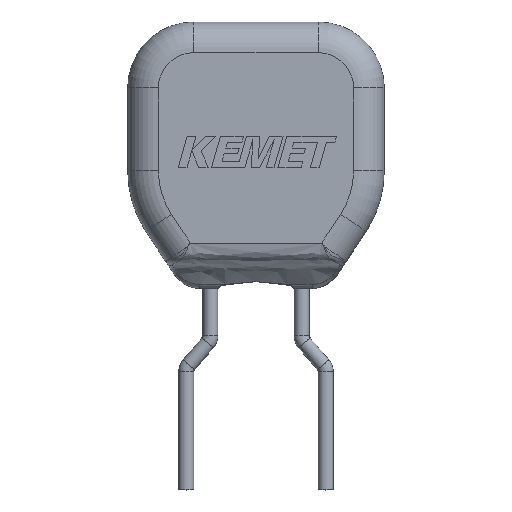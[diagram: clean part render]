
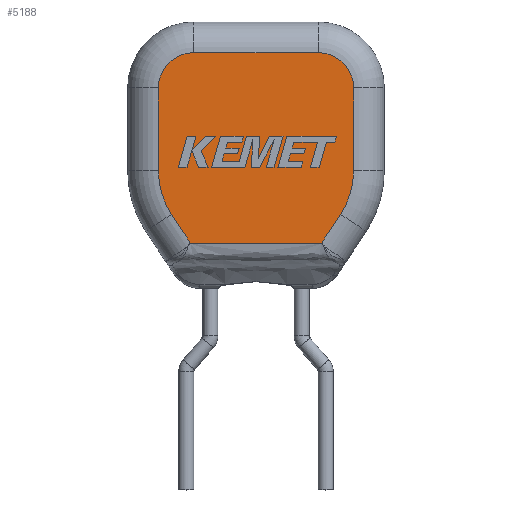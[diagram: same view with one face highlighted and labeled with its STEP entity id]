
A CAD part, top view. The second image highlights one B-rep face of the part: STEP entity #5188.
In plain terms, the highlighted planar face has unit normal (0, 0, 1).
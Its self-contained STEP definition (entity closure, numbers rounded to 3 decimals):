
#53 = FACE_OUTER_BOUND ( 'NONE', #1515, .T. ) ;
#100 = CARTESIAN_POINT ( 'NONE',  ( -0.84, 8.963, 6.35 ) ) ;
#126 = DIRECTION ( 'NONE',  ( 0., 0., 1. ) ) ;
#168 = LINE ( 'NONE', #3445, #5730 ) ;
#269 = ORIENTED_EDGE ( 'NONE', *, *, #1184, .T. ) ;
#325 = CIRCLE ( 'NONE', #1294, 1.6 ) ;
#522 = EDGE_CURVE ( 'NONE', #2438, #3628, #2716, .T. ) ;
#565 = ORIENTED_EDGE ( 'NONE', *, *, #3134, .T. ) ;
#783 = DIRECTION ( 'NONE',  ( -1., 0., 0. ) ) ;
#942 = DIRECTION ( 'NONE',  ( 1., 0., 0. ) ) ;
#945 = VERTEX_POINT ( 'NONE', #1822 ) ;
#1184 = EDGE_CURVE ( 'NONE', #5431, #2282, #4173, .T. ) ;
#1294 = AXIS2_PLACEMENT_3D ( 'NONE', #5691, #3009, #2981 ) ;
#1302 = VECTOR ( 'NONE', #5101, 1000. ) ;
#1305 = LINE ( 'NONE', #2760, #6214 ) ;
#1355 = DIRECTION ( 'NONE',  ( 0., 1., 0. ) ) ;
#1356 = DIRECTION ( 'NONE',  ( 0., 0., -1. ) ) ;
#1419 = EDGE_CURVE ( 'NONE', #1727, #5470, #325, .T. ) ;
#1460 = EDGE_CURVE ( 'NONE', #3201, #945, #3510, .T. ) ;
#1515 = EDGE_LOOP ( 'NONE', ( #3260, #269, #5325, #3332, #2612, #3378, #565, #5526, #2350, #5571 ) ) ;
#1579 = VERTEX_POINT ( 'NONE', #4725 ) ;
#1727 = VERTEX_POINT ( 'NONE', #4146 ) ;
#1763 = EDGE_CURVE ( 'NONE', #2282, #1579, #2910, .T. ) ;
#1822 = CARTESIAN_POINT ( 'NONE',  ( 4.44, 12.74, 6.35 ) ) ;
#2090 = EDGE_CURVE ( 'NONE', #5470, #2438, #3749, .T. ) ;
#2097 = EDGE_CURVE ( 'NONE', #945, #4116, #4278, .T. ) ;
#2261 = EDGE_CURVE ( 'NONE', #1579, #3201, #3406, .T. ) ;
#2282 = VERTEX_POINT ( 'NONE', #6038 ) ;
#2350 = ORIENTED_EDGE ( 'NONE', *, *, #2090, .T. ) ;
#2438 = VERTEX_POINT ( 'NONE', #2888 ) ;
#2612 = ORIENTED_EDGE ( 'NONE', *, *, #1460, .T. ) ;
#2682 = CARTESIAN_POINT ( 'NONE',  ( 0.84, 8.963, 6.35 ) ) ;
#2716 = CIRCLE ( 'NONE', #6714, 3.6 ) ;
#2760 = CARTESIAN_POINT ( 'NONE',  ( 0.522, 0.343, 6.35 ) ) ;
#2888 = CARTESIAN_POINT ( 'NONE',  ( -4.44, 8.963, 6.35 ) ) ;
#2910 = LINE ( 'NONE', #3591, #6988 ) ;
#2957 = CARTESIAN_POINT ( 'NONE',  ( 4.44, 12.74, 6.35 ) ) ;
#2981 = DIRECTION ( 'NONE',  ( -1., 0., 0. ) ) ;
#2983 = PLANE ( 'NONE',  #5371 ) ;
#3009 = DIRECTION ( 'NONE',  ( 0., 0., 1. ) ) ;
#3011 = DIRECTION ( 'NONE',  ( -1., 0., 0. ) ) ;
#3032 = AXIS2_PLACEMENT_3D ( 'NONE', #4038, #4602, #783 ) ;
#3115 = VECTOR ( 'NONE', #1355, 1000. ) ;
#3134 = EDGE_CURVE ( 'NONE', #4116, #1727, #168, .T. ) ;
#3160 = CARTESIAN_POINT ( 'NONE',  ( -3.847, 6.984, 6.35 ) ) ;
#3201 = VERTEX_POINT ( 'NONE', #4069 ) ;
#3260 = ORIENTED_EDGE ( 'NONE', *, *, #4132, .T. ) ;
#3332 = ORIENTED_EDGE ( 'NONE', *, *, #2261, .T. ) ;
#3378 = ORIENTED_EDGE ( 'NONE', *, *, #2097, .T. ) ;
#3406 = CIRCLE ( 'NONE', #4586, 3.6 ) ;
#3445 = CARTESIAN_POINT ( 'NONE',  ( 0., 14.34, 6.35 ) ) ;
#3510 = LINE ( 'NONE', #2957, #3115 ) ;
#3591 = CARTESIAN_POINT ( 'NONE',  ( 3.847, 6.984, 6.35 ) ) ;
#3628 = VERTEX_POINT ( 'NONE', #3160 ) ;
#3749 = LINE ( 'NONE', #6172, #1302 ) ;
#3763 = DIRECTION ( 'NONE',  ( -1., 0., 0. ) ) ;
#3829 = VECTOR ( 'NONE', #942, 1000. ) ;
#3898 = CARTESIAN_POINT ( 'NONE',  ( -2.984, 5.672, 6.35 ) ) ;
#4038 = CARTESIAN_POINT ( 'NONE',  ( 2.84, 12.74, 6.35 ) ) ;
#4069 = CARTESIAN_POINT ( 'NONE',  ( 4.44, 8.963, 6.35 ) ) ;
#4116 = VERTEX_POINT ( 'NONE', #5687 ) ;
#4132 = EDGE_CURVE ( 'NONE', #3628, #5431, #1305, .T. ) ;
#4146 = CARTESIAN_POINT ( 'NONE',  ( -2.84, 14.34, 6.35 ) ) ;
#4173 = LINE ( 'NONE', #4203, #3829 ) ;
#4203 = CARTESIAN_POINT ( 'NONE',  ( 0., 5.672, 6.35 ) ) ;
#4278 = CIRCLE ( 'NONE', #3032, 1.6 ) ;
#4478 = DIRECTION ( 'NONE',  ( 0.55, -0.835, 0. ) ) ;
#4586 = AXIS2_PLACEMENT_3D ( 'NONE', #2682, #6465, #3763 ) ;
#4602 = DIRECTION ( 'NONE',  ( 0., 0., 1. ) ) ;
#4609 = CARTESIAN_POINT ( 'NONE',  ( 0., 0., 6.35 ) ) ;
#4725 = CARTESIAN_POINT ( 'NONE',  ( 3.847, 6.984, 6.35 ) ) ;
#4885 = DIRECTION ( 'NONE',  ( 0.55, 0.835, 0. ) ) ;
#4962 = CARTESIAN_POINT ( 'NONE',  ( -4.44, 12.74, 6.35 ) ) ;
#5101 = DIRECTION ( 'NONE',  ( 0., -1., 0. ) ) ;
#5188 = ADVANCED_FACE ( 'NONE', ( #53 ), #2983, .F. ) ;
#5325 = ORIENTED_EDGE ( 'NONE', *, *, #1763, .T. ) ;
#5371 = AXIS2_PLACEMENT_3D ( 'NONE', #4609, #1356, #3011 ) ;
#5431 = VERTEX_POINT ( 'NONE', #3898 ) ;
#5470 = VERTEX_POINT ( 'NONE', #4962 ) ;
#5526 = ORIENTED_EDGE ( 'NONE', *, *, #1419, .T. ) ;
#5571 = ORIENTED_EDGE ( 'NONE', *, *, #522, .T. ) ;
#5687 = CARTESIAN_POINT ( 'NONE',  ( 2.84, 14.34, 6.35 ) ) ;
#5691 = CARTESIAN_POINT ( 'NONE',  ( -2.84, 12.74, 6.35 ) ) ;
#5730 = VECTOR ( 'NONE', #6201, 1000. ) ;
#6038 = CARTESIAN_POINT ( 'NONE',  ( 2.984, 5.672, 6.35 ) ) ;
#6172 = CARTESIAN_POINT ( 'NONE',  ( -4.44, 0., 6.35 ) ) ;
#6201 = DIRECTION ( 'NONE',  ( -1., 0., 0. ) ) ;
#6214 = VECTOR ( 'NONE', #4478, 1000. ) ;
#6465 = DIRECTION ( 'NONE',  ( 0., 0., 1. ) ) ;
#6585 = DIRECTION ( 'NONE',  ( -1., 0., 0. ) ) ;
#6714 = AXIS2_PLACEMENT_3D ( 'NONE', #100, #126, #6585 ) ;
#6988 = VECTOR ( 'NONE', #4885, 1000. ) ;
